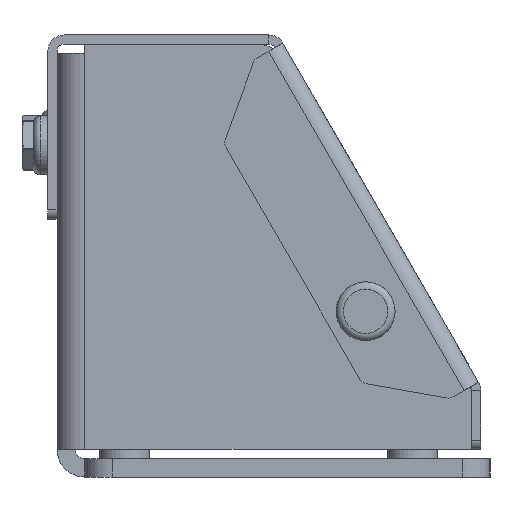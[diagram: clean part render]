
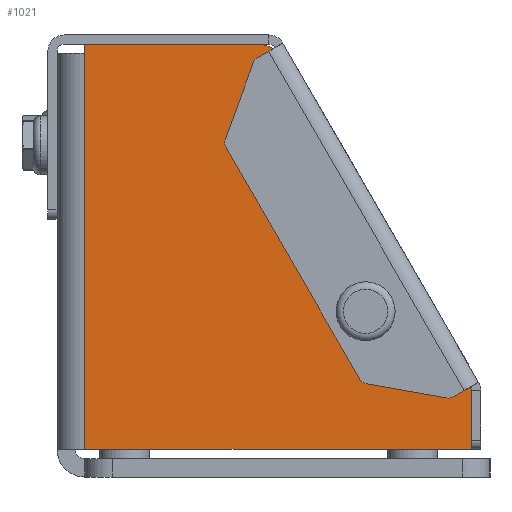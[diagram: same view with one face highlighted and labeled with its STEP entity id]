
A CAD part, left-side view. The second image highlights one B-rep face of the part: STEP entity #1021.
In plain terms, the highlighted face is planar.
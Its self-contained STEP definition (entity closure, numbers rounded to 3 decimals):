
#1021 = ADVANCED_FACE( '', ( #1583, #1584 ), #1585, .T. );
#1583 = FACE_BOUND( '', #2609, .T. );
#1584 = FACE_OUTER_BOUND( '', #2610, .T. );
#1585 = PLANE( '', #2611 );
#2609 = EDGE_LOOP( '', ( #3544 ) );
#2610 = EDGE_LOOP( '', ( #3545, #3546, #3547, #3548, #3549, #3550, #3551, #3552 ) );
#2611 = AXIS2_PLACEMENT_3D( '', #3553, #3554, #3555 );
#3544 = ORIENTED_EDGE( '', *, *, #4843, .F. );
#3545 = ORIENTED_EDGE( '', *, *, #4909, .T. );
#3546 = ORIENTED_EDGE( '', *, *, #4837, .T. );
#3547 = ORIENTED_EDGE( '', *, *, #4910, .F. );
#3548 = ORIENTED_EDGE( '', *, *, #4840, .T. );
#3549 = ORIENTED_EDGE( '', *, *, #4790, .T. );
#3550 = ORIENTED_EDGE( '', *, *, #4902, .T. );
#3551 = ORIENTED_EDGE( '', *, *, #4892, .T. );
#3552 = ORIENTED_EDGE( '', *, *, #4877, .T. );
#3553 = CARTESIAN_POINT( '', ( 67., 0., 0. ) );
#3554 = DIRECTION( '', ( 1., 0., 0. ) );
#3555 = DIRECTION( '', ( 0., 1., 0. ) );
#4790 = EDGE_CURVE( '', #5669, #5670, #5671, .T. );
#4837 = EDGE_CURVE( '', #5753, #5751, #5754, .T. );
#4840 = EDGE_CURVE( '', #5758, #5669, #5759, .T. );
#4843 = EDGE_CURVE( '', #5763, #5763, #5764, .T. );
#4877 = EDGE_CURVE( '', #5827, #5828, #5829, .T. );
#4892 = EDGE_CURVE( '', #5853, #5827, #5854, .T. );
#4902 = EDGE_CURVE( '', #5670, #5853, #5867, .T. );
#4909 = EDGE_CURVE( '', #5828, #5753, #5876, .T. );
#4910 = EDGE_CURVE( '', #5758, #5751, #5877, .T. );
#5669 = VERTEX_POINT( '', #6627 );
#5670 = VERTEX_POINT( '', #6628 );
#5671 = LINE( '', #6629, #6630 );
#5751 = VERTEX_POINT( '', #6730 );
#5753 = VERTEX_POINT( '', #6733 );
#5754 = CIRCLE( '', #6734, 3. );
#5758 = VERTEX_POINT( '', #6739 );
#5759 = CIRCLE( '', #6740, 3. );
#5763 = VERTEX_POINT( '', #6745 );
#5764 = CIRCLE( '', #6746, 1.55 );
#5827 = VERTEX_POINT( '', #6817 );
#5828 = VERTEX_POINT( '', #6818 );
#5829 = LINE( '', #6819, #6820 );
#5853 = VERTEX_POINT( '', #6851 );
#5854 = LINE( '', #6852, #6853 );
#5867 = LINE( '', #6871, #6872 );
#5876 = LINE( '', #6885, #6886 );
#5877 = LINE( '', #6887, #6888 );
#6627 = CARTESIAN_POINT( '', ( 67., 19.768, 45. ) );
#6628 = CARTESIAN_POINT( '', ( 67., 1., 45. ) );
#6629 = CARTESIAN_POINT( '', ( 67., -0.304, 45. ) );
#6630 = VECTOR( '', #7535, 1000. );
#6730 = CARTESIAN_POINT( '', ( 67., 42.598, 8.457 ) );
#6733 = CARTESIAN_POINT( '', ( 67., 43., 6.957 ) );
#6734 = AXIS2_PLACEMENT_3D( '', #7632, #7633, #7634 );
#6739 = CARTESIAN_POINT( '', ( 67., 22.366, 43.5 ) );
#6740 = AXIS2_PLACEMENT_3D( '', #7639, #7640, #7641 );
#6745 = CARTESIAN_POINT( '', ( 67., 33.05, 16. ) );
#6746 = AXIS2_PLACEMENT_3D( '', #7646, #7647, #7648 );
#6817 = CARTESIAN_POINT( '', ( 67., 1., 1. ) );
#6818 = CARTESIAN_POINT( '', ( 67., 43., 1. ) );
#6819 = CARTESIAN_POINT( '', ( 67., -0.304, 1. ) );
#6820 = VECTOR( '', #7732, 1000. );
#6851 = CARTESIAN_POINT( '', ( 67., 1., 44. ) );
#6852 = CARTESIAN_POINT( '', ( 67., 1., 45. ) );
#6853 = VECTOR( '', #7761, 1000. );
#6871 = CARTESIAN_POINT( '', ( 67., 1., 45. ) );
#6872 = VECTOR( '', #7779, 1000. );
#6885 = CARTESIAN_POINT( '', ( 67., 43., 1. ) );
#6886 = VECTOR( '', #7790, 1000. );
#6887 = CARTESIAN_POINT( '', ( 67., 21.5, 45. ) );
#6888 = VECTOR( '', #7791, 1000. );
#7535 = DIRECTION( '', ( 0., -1., 0. ) );
#7632 = CARTESIAN_POINT( '', ( 67., 40., 6.957 ) );
#7633 = DIRECTION( '', ( 1., 0., 0. ) );
#7634 = DIRECTION( '', ( 0., 1., 0. ) );
#7639 = CARTESIAN_POINT( '', ( 67., 19.768, 42. ) );
#7640 = DIRECTION( '', ( 1., 0., 0. ) );
#7641 = DIRECTION( '', ( 0., 1., 0. ) );
#7646 = CARTESIAN_POINT( '', ( 67., 31.5, 16. ) );
#7647 = DIRECTION( '', ( 1., 0., 0. ) );
#7648 = DIRECTION( '', ( 0., 1., 0. ) );
#7732 = DIRECTION( '', ( 0., 1., 0. ) );
#7761 = DIRECTION( '', ( 0., 0., -1. ) );
#7779 = DIRECTION( '', ( 0., 0., -1. ) );
#7790 = DIRECTION( '', ( 0., 0., 1. ) );
#7791 = DIRECTION( '', ( 0., 0.5, -0.866 ) );
